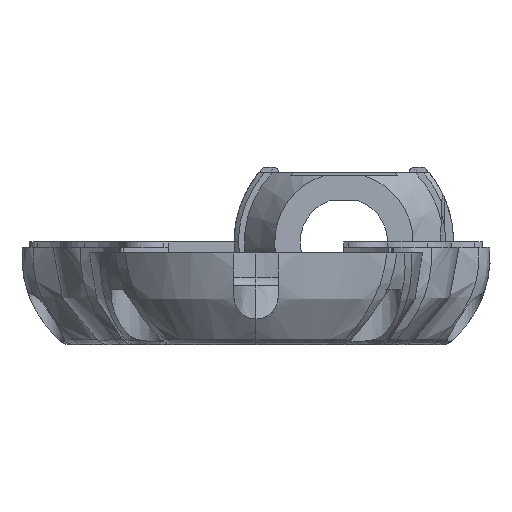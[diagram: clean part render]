
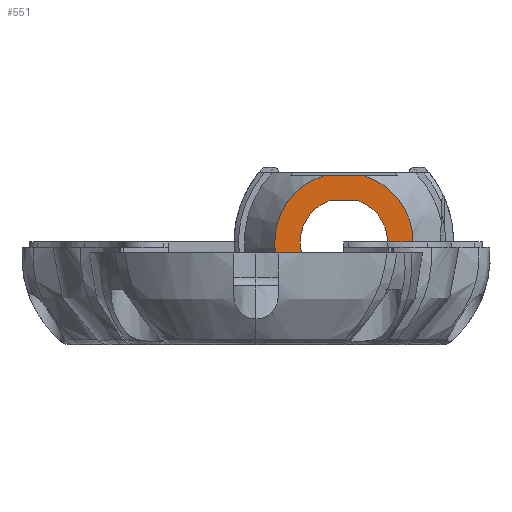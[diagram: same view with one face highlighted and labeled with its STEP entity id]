
A CAD part, front view. The second image highlights one B-rep face of the part: STEP entity #551.
In plain terms, the highlighted planar face has unit normal (0, -1, 0).
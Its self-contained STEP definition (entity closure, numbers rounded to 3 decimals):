
#90 = PLANE('',#91);
#91 = AXIS2_PLACEMENT_3D('',#92,#93,#94);
#92 = CARTESIAN_POINT('',(-2.707,0.,7.475));
#93 = DIRECTION('',(0.,0.,1.));
#94 = DIRECTION('',(1.,0.,0.));
#123 = CYLINDRICAL_SURFACE('',#124,7.95);
#124 = AXIS2_PLACEMENT_3D('',#125,#126,#127);
#125 = CARTESIAN_POINT('',(0.,0.,0.));
#126 = DIRECTION('',(0.,1.,0.));
#127 = DIRECTION('',(1.,0.,0.));
#151 = PLANE('',#152);
#152 = AXIS2_PLACEMENT_3D('',#153,#154,#155);
#153 = CARTESIAN_POINT('',(-2.707,0.,-7.475));
#154 = DIRECTION('',(0.,0.,1.));
#155 = DIRECTION('',(1.,0.,0.));
#182 = CYLINDRICAL_SURFACE('',#183,7.95);
#183 = AXIS2_PLACEMENT_3D('',#184,#185,#186);
#184 = CARTESIAN_POINT('',(0.,0.,0.));
#185 = DIRECTION('',(0.,1.,0.));
#186 = DIRECTION('',(1.,0.,0.));
#254 = VERTEX_POINT('',#255);
#255 = CARTESIAN_POINT('',(-2.707,-6.75,7.475));
#276 = EDGE_CURVE('',#254,#277,#279,.T.);
#277 = VERTEX_POINT('',#278);
#278 = CARTESIAN_POINT('',(2.707,-6.75,7.475));
#279 = SURFACE_CURVE('',#280,(#284,#291),.PCURVE_S1.);
#280 = LINE('',#281,#282);
#281 = CARTESIAN_POINT('',(-1.353,-6.75,7.475));
#282 = VECTOR('',#283,1.);
#283 = DIRECTION('',(1.,0.,0.));
#284 = PCURVE('',#90,#285);
#285 = DEFINITIONAL_REPRESENTATION('',(#286),#290);
#286 = LINE('',#287,#288);
#287 = CARTESIAN_POINT('',(1.353,-6.75));
#288 = VECTOR('',#289,1.);
#289 = DIRECTION('',(1.,0.));
#290 = ( GEOMETRIC_REPRESENTATION_CONTEXT(2) 
PARAMETRIC_REPRESENTATION_CONTEXT() REPRESENTATION_CONTEXT('2D SPACE',''
  ) );
#291 = PCURVE('',#292,#297);
#292 = PLANE('',#293);
#293 = AXIS2_PLACEMENT_3D('',#294,#295,#296);
#294 = CARTESIAN_POINT('',(0.,-6.75,0.));
#295 = DIRECTION('',(-0.,-1.,-0.));
#296 = DIRECTION('',(1.,0.,0.));
#297 = DEFINITIONAL_REPRESENTATION('',(#298),#302);
#298 = LINE('',#299,#300);
#299 = CARTESIAN_POINT('',(-1.353,7.475));
#300 = VECTOR('',#301,1.);
#301 = DIRECTION('',(1.,-0.));
#302 = ( GEOMETRIC_REPRESENTATION_CONTEXT(2) 
PARAMETRIC_REPRESENTATION_CONTEXT() REPRESENTATION_CONTEXT('2D SPACE',''
  ) );
#330 = EDGE_CURVE('',#331,#254,#333,.T.);
#331 = VERTEX_POINT('',#332);
#332 = CARTESIAN_POINT('',(-2.707,-6.75,-7.475));
#333 = SURFACE_CURVE('',#334,(#339,#346),.PCURVE_S1.);
#334 = CIRCLE('',#335,7.95);
#335 = AXIS2_PLACEMENT_3D('',#336,#337,#338);
#336 = CARTESIAN_POINT('',(0.,-6.75,0.));
#337 = DIRECTION('',(-0.,1.,0.));
#338 = DIRECTION('',(1.,0.,0.));
#339 = PCURVE('',#182,#340);
#340 = DEFINITIONAL_REPRESENTATION('',(#341),#345);
#341 = LINE('',#342,#343);
#342 = CARTESIAN_POINT('',(-6.283,-6.75));
#343 = VECTOR('',#344,1.);
#344 = DIRECTION('',(1.,-0.));
#345 = ( GEOMETRIC_REPRESENTATION_CONTEXT(2) 
PARAMETRIC_REPRESENTATION_CONTEXT() REPRESENTATION_CONTEXT('2D SPACE',''
  ) );
#346 = PCURVE('',#292,#347);
#347 = DEFINITIONAL_REPRESENTATION('',(#348),#356);
#348 = ( BOUNDED_CURVE() B_SPLINE_CURVE(2,(#349,#350,#351,#352,#353,#354
,#355),.UNSPECIFIED.,.T.,.F.) B_SPLINE_CURVE_WITH_KNOTS((1,2,2,2,2,1),(
    -2.094,0.,2.094,4.189,6.283,
8.378),.UNSPECIFIED.) CURVE() GEOMETRIC_REPRESENTATION_ITEM() 
RATIONAL_B_SPLINE_CURVE((1.,0.5,1.,0.5,1.,0.5,1.)) REPRESENTATION_ITEM(
  '') );
#349 = CARTESIAN_POINT('',(7.95,0.));
#350 = CARTESIAN_POINT('',(7.95,-13.77));
#351 = CARTESIAN_POINT('',(-3.975,-6.885));
#352 = CARTESIAN_POINT('',(-15.9,0.));
#353 = CARTESIAN_POINT('',(-3.975,6.885));
#354 = CARTESIAN_POINT('',(7.95,13.77));
#355 = CARTESIAN_POINT('',(7.95,0.));
#356 = ( GEOMETRIC_REPRESENTATION_CONTEXT(2) 
PARAMETRIC_REPRESENTATION_CONTEXT() REPRESENTATION_CONTEXT('2D SPACE',''
  ) );
#384 = EDGE_CURVE('',#331,#385,#387,.T.);
#385 = VERTEX_POINT('',#386);
#386 = CARTESIAN_POINT('',(2.707,-6.75,-7.475));
#387 = SURFACE_CURVE('',#388,(#392,#399),.PCURVE_S1.);
#388 = LINE('',#389,#390);
#389 = CARTESIAN_POINT('',(-1.353,-6.75,-7.475));
#390 = VECTOR('',#391,1.);
#391 = DIRECTION('',(1.,0.,0.));
#392 = PCURVE('',#151,#393);
#393 = DEFINITIONAL_REPRESENTATION('',(#394),#398);
#394 = LINE('',#395,#396);
#395 = CARTESIAN_POINT('',(1.353,-6.75));
#396 = VECTOR('',#397,1.);
#397 = DIRECTION('',(1.,0.));
#398 = ( GEOMETRIC_REPRESENTATION_CONTEXT(2) 
PARAMETRIC_REPRESENTATION_CONTEXT() REPRESENTATION_CONTEXT('2D SPACE',''
  ) );
#399 = PCURVE('',#292,#400);
#400 = DEFINITIONAL_REPRESENTATION('',(#401),#405);
#401 = LINE('',#402,#403);
#402 = CARTESIAN_POINT('',(-1.353,-7.475));
#403 = VECTOR('',#404,1.);
#404 = DIRECTION('',(1.,-0.));
#405 = ( GEOMETRIC_REPRESENTATION_CONTEXT(2) 
PARAMETRIC_REPRESENTATION_CONTEXT() REPRESENTATION_CONTEXT('2D SPACE',''
  ) );
#433 = EDGE_CURVE('',#277,#385,#434,.T.);
#434 = SURFACE_CURVE('',#435,(#440,#447),.PCURVE_S1.);
#435 = CIRCLE('',#436,7.95);
#436 = AXIS2_PLACEMENT_3D('',#437,#438,#439);
#437 = CARTESIAN_POINT('',(0.,-6.75,0.));
#438 = DIRECTION('',(-0.,1.,0.));
#439 = DIRECTION('',(1.,0.,0.));
#440 = PCURVE('',#123,#441);
#441 = DEFINITIONAL_REPRESENTATION('',(#442),#446);
#442 = LINE('',#443,#444);
#443 = CARTESIAN_POINT('',(-12.566,-6.75));
#444 = VECTOR('',#445,1.);
#445 = DIRECTION('',(1.,-0.));
#446 = ( GEOMETRIC_REPRESENTATION_CONTEXT(2) 
PARAMETRIC_REPRESENTATION_CONTEXT() REPRESENTATION_CONTEXT('2D SPACE',''
  ) );
#447 = PCURVE('',#292,#448);
#448 = DEFINITIONAL_REPRESENTATION('',(#449),#457);
#449 = ( BOUNDED_CURVE() B_SPLINE_CURVE(2,(#450,#451,#452,#453,#454,#455
,#456),.UNSPECIFIED.,.T.,.F.) B_SPLINE_CURVE_WITH_KNOTS((1,2,2,2,2,1),(
    -2.094,0.,2.094,4.189,6.283,
8.378),.UNSPECIFIED.) CURVE() GEOMETRIC_REPRESENTATION_ITEM() 
RATIONAL_B_SPLINE_CURVE((1.,0.5,1.,0.5,1.,0.5,1.)) REPRESENTATION_ITEM(
  '') );
#450 = CARTESIAN_POINT('',(7.95,0.));
#451 = CARTESIAN_POINT('',(7.95,-13.77));
#452 = CARTESIAN_POINT('',(-3.975,-6.885));
#453 = CARTESIAN_POINT('',(-15.9,0.));
#454 = CARTESIAN_POINT('',(-3.975,6.885));
#455 = CARTESIAN_POINT('',(7.95,13.77));
#456 = CARTESIAN_POINT('',(7.95,0.));
#457 = ( GEOMETRIC_REPRESENTATION_CONTEXT(2) 
PARAMETRIC_REPRESENTATION_CONTEXT() REPRESENTATION_CONTEXT('2D SPACE',''
  ) );
#551 = ADVANCED_FACE('',(#552,#640),#292,.T.);
#552 = FACE_BOUND('',#553,.F.);
#553 = EDGE_LOOP('',(#554,#585,#614));
#554 = ORIENTED_EDGE('',*,*,#555,.F.);
#555 = EDGE_CURVE('',#556,#558,#560,.T.);
#556 = VERTEX_POINT('',#557);
#557 = CARTESIAN_POINT('',(12.59,-6.75,0.));
#558 = VERTEX_POINT('',#559);
#559 = CARTESIAN_POINT('',(3.48,-6.75,12.1));
#560 = SURFACE_CURVE('',#561,(#566,#573),.PCURVE_S1.);
#561 = CIRCLE('',#562,12.59);
#562 = AXIS2_PLACEMENT_3D('',#563,#564,#565);
#563 = CARTESIAN_POINT('',(0.,-6.75,0.));
#564 = DIRECTION('',(0.,-1.,0.));
#565 = DIRECTION('',(1.,0.,0.));
#566 = PCURVE('',#292,#567);
#567 = DEFINITIONAL_REPRESENTATION('',(#568),#572);
#568 = CIRCLE('',#569,12.59);
#569 = AXIS2_PLACEMENT_2D('',#570,#571);
#570 = CARTESIAN_POINT('',(0.,0.));
#571 = DIRECTION('',(1.,-0.));
#572 = ( GEOMETRIC_REPRESENTATION_CONTEXT(2) 
PARAMETRIC_REPRESENTATION_CONTEXT() REPRESENTATION_CONTEXT('2D SPACE',''
  ) );
#573 = PCURVE('',#574,#579);
#574 = CONICAL_SURFACE('',#575,12.59,0.611);
#575 = AXIS2_PLACEMENT_3D('',#576,#577,#578);
#576 = CARTESIAN_POINT('',(0.,-6.75,0.));
#577 = DIRECTION('',(0.,1.,0.));
#578 = DIRECTION('',(1.,0.,0.));
#579 = DEFINITIONAL_REPRESENTATION('',(#580),#584);
#580 = LINE('',#581,#582);
#581 = CARTESIAN_POINT('',(-0.,0.));
#582 = VECTOR('',#583,1.);
#583 = DIRECTION('',(-1.,0.));
#584 = ( GEOMETRIC_REPRESENTATION_CONTEXT(2) 
PARAMETRIC_REPRESENTATION_CONTEXT() REPRESENTATION_CONTEXT('2D SPACE',''
  ) );
#585 = ORIENTED_EDGE('',*,*,#586,.F.);
#586 = EDGE_CURVE('',#587,#556,#589,.T.);
#587 = VERTEX_POINT('',#588);
#588 = CARTESIAN_POINT('',(-3.48,-6.75,12.1));
#589 = SURFACE_CURVE('',#590,(#595,#602),.PCURVE_S1.);
#590 = CIRCLE('',#591,12.59);
#591 = AXIS2_PLACEMENT_3D('',#592,#593,#594);
#592 = CARTESIAN_POINT('',(0.,-6.75,0.));
#593 = DIRECTION('',(0.,-1.,0.));
#594 = DIRECTION('',(1.,0.,0.));
#595 = PCURVE('',#292,#596);
#596 = DEFINITIONAL_REPRESENTATION('',(#597),#601);
#597 = CIRCLE('',#598,12.59);
#598 = AXIS2_PLACEMENT_2D('',#599,#600);
#599 = CARTESIAN_POINT('',(0.,0.));
#600 = DIRECTION('',(1.,-0.));
#601 = ( GEOMETRIC_REPRESENTATION_CONTEXT(2) 
PARAMETRIC_REPRESENTATION_CONTEXT() REPRESENTATION_CONTEXT('2D SPACE',''
  ) );
#602 = PCURVE('',#603,#608);
#603 = CONICAL_SURFACE('',#604,12.59,0.611);
#604 = AXIS2_PLACEMENT_3D('',#605,#606,#607);
#605 = CARTESIAN_POINT('',(0.,-6.75,0.));
#606 = DIRECTION('',(0.,1.,0.));
#607 = DIRECTION('',(1.,0.,0.));
#608 = DEFINITIONAL_REPRESENTATION('',(#609),#613);
#609 = LINE('',#610,#611);
#610 = CARTESIAN_POINT('',(-0.,0.));
#611 = VECTOR('',#612,1.);
#612 = DIRECTION('',(-1.,0.));
#613 = ( GEOMETRIC_REPRESENTATION_CONTEXT(2) 
PARAMETRIC_REPRESENTATION_CONTEXT() REPRESENTATION_CONTEXT('2D SPACE',''
  ) );
#614 = ORIENTED_EDGE('',*,*,#615,.T.);
#615 = EDGE_CURVE('',#587,#558,#616,.T.);
#616 = SURFACE_CURVE('',#617,(#621,#628),.PCURVE_S1.);
#617 = LINE('',#618,#619);
#618 = CARTESIAN_POINT('',(0.,-6.75,12.1));
#619 = VECTOR('',#620,1.);
#620 = DIRECTION('',(1.,0.,0.));
#621 = PCURVE('',#292,#622);
#622 = DEFINITIONAL_REPRESENTATION('',(#623),#627);
#623 = LINE('',#624,#625);
#624 = CARTESIAN_POINT('',(-0.,12.1));
#625 = VECTOR('',#626,1.);
#626 = DIRECTION('',(1.,-0.));
#627 = ( GEOMETRIC_REPRESENTATION_CONTEXT(2) 
PARAMETRIC_REPRESENTATION_CONTEXT() REPRESENTATION_CONTEXT('2D SPACE',''
  ) );
#628 = PCURVE('',#629,#634);
#629 = PLANE('',#630);
#630 = AXIS2_PLACEMENT_3D('',#631,#632,#633);
#631 = CARTESIAN_POINT('',(0.,-7.5,12.1));
#632 = DIRECTION('',(0.,0.,1.));
#633 = DIRECTION('',(1.,0.,0.));
#634 = DEFINITIONAL_REPRESENTATION('',(#635),#639);
#635 = LINE('',#636,#637);
#636 = CARTESIAN_POINT('',(0.,0.75));
#637 = VECTOR('',#638,1.);
#638 = DIRECTION('',(1.,0.));
#639 = ( GEOMETRIC_REPRESENTATION_CONTEXT(2) 
PARAMETRIC_REPRESENTATION_CONTEXT() REPRESENTATION_CONTEXT('2D SPACE',''
  ) );
#640 = FACE_BOUND('',#641,.F.);
#641 = EDGE_LOOP('',(#642,#643,#644,#645));
#642 = ORIENTED_EDGE('',*,*,#433,.F.);
#643 = ORIENTED_EDGE('',*,*,#276,.F.);
#644 = ORIENTED_EDGE('',*,*,#330,.F.);
#645 = ORIENTED_EDGE('',*,*,#384,.T.);
